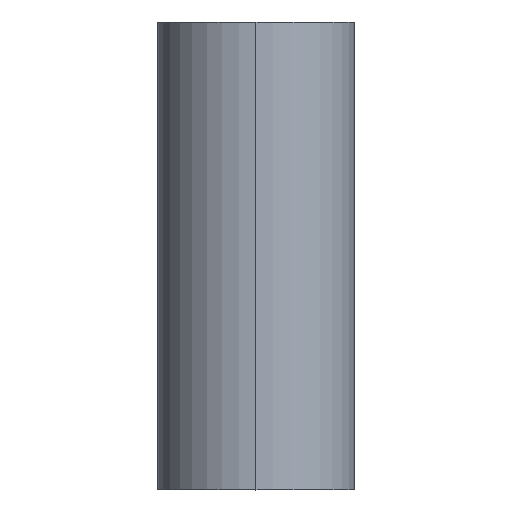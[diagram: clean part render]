
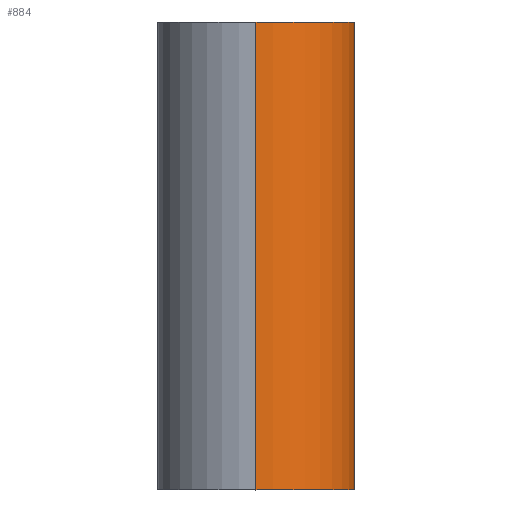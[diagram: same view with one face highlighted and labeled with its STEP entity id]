
A CAD part, left-side view. The second image highlights one B-rep face of the part: STEP entity #884.
In plain terms, the highlighted cylindrical face has radius 55 mm (diameter 110 mm), a partial arc.
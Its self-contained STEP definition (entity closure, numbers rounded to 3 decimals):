
#33 = DIRECTION ( 'NONE',  ( 0., 0., 1. ) ) ;
#86 = DIRECTION ( 'NONE',  ( 0., 0., -1. ) ) ;
#148 = CARTESIAN_POINT ( 'NONE',  ( -220.9, -55., 50.412 ) ) ;
#158 = CARTESIAN_POINT ( 'NONE',  ( -220.9, 0., 50.412 ) ) ;
#159 = CIRCLE ( 'NONE', #802, 55. ) ;
#160 = CIRCLE ( 'NONE', #962, 55. ) ;
#181 = CARTESIAN_POINT ( 'NONE',  ( -275.9, 0., -27.37 ) ) ;
#223 = DIRECTION ( 'NONE',  ( -1., 0., 0. ) ) ;
#266 = DIRECTION ( 'NONE',  ( -1., 0., 0. ) ) ;
#319 = DIRECTION ( 'NONE',  ( -1., 0., 0. ) ) ;
#339 = FACE_OUTER_BOUND ( 'NONE', #510, .T. ) ;
#384 = VERTEX_POINT ( 'NONE', #496 ) ;
#397 = CARTESIAN_POINT ( 'NONE',  ( -220.9, 0., -27.37 ) ) ;
#415 = EDGE_CURVE ( 'NONE', #384, #1067, #159, .T. ) ;
#427 = ORIENTED_EDGE ( 'NONE', *, *, #574, .F. ) ;
#496 = CARTESIAN_POINT ( 'NONE',  ( -220.9, -55., -287.37 ) ) ;
#507 = EDGE_CURVE ( 'NONE', #1095, #1067, #725, .T. ) ;
#510 = EDGE_LOOP ( 'NONE', ( #652, #1108, #769, #427 ) ) ;
#539 = DIRECTION ( 'NONE',  ( 0., 0., -1. ) ) ;
#562 = VERTEX_POINT ( 'NONE', #807 ) ;
#574 = EDGE_CURVE ( 'NONE', #562, #384, #1207, .T. ) ;
#652 = ORIENTED_EDGE ( 'NONE', *, *, #752, .F. ) ;
#713 = DIRECTION ( 'NONE',  ( 0., 0., -1. ) ) ;
#725 = LINE ( 'NONE', #1215, #1083 ) ;
#752 = EDGE_CURVE ( 'NONE', #1095, #562, #160, .T. ) ;
#769 = ORIENTED_EDGE ( 'NONE', *, *, #415, .F. ) ;
#777 = CARTESIAN_POINT ( 'NONE',  ( -220.9, 0., -287.37 ) ) ;
#802 = AXIS2_PLACEMENT_3D ( 'NONE', #777, #1063, #223 ) ;
#807 = CARTESIAN_POINT ( 'NONE',  ( -220.9, -55., -27.37 ) ) ;
#884 = ADVANCED_FACE ( 'NONE', ( #339 ), #987, .T. ) ;
#962 = AXIS2_PLACEMENT_3D ( 'NONE', #397, #33, #319 ) ;
#987 = CYLINDRICAL_SURFACE ( 'NONE', #1190, 55. ) ;
#1024 = CARTESIAN_POINT ( 'NONE',  ( -275.9, 0., -287.37 ) ) ;
#1041 = VECTOR ( 'NONE', #86, 1000. ) ;
#1063 = DIRECTION ( 'NONE',  ( 0., 0., -1. ) ) ;
#1067 = VERTEX_POINT ( 'NONE', #1024 ) ;
#1083 = VECTOR ( 'NONE', #713, 1000. ) ;
#1095 = VERTEX_POINT ( 'NONE', #181 ) ;
#1108 = ORIENTED_EDGE ( 'NONE', *, *, #507, .T. ) ;
#1190 = AXIS2_PLACEMENT_3D ( 'NONE', #158, #539, #266 ) ;
#1207 = LINE ( 'NONE', #148, #1041 ) ;
#1215 = CARTESIAN_POINT ( 'NONE',  ( -275.9, 0., 50.412 ) ) ;
